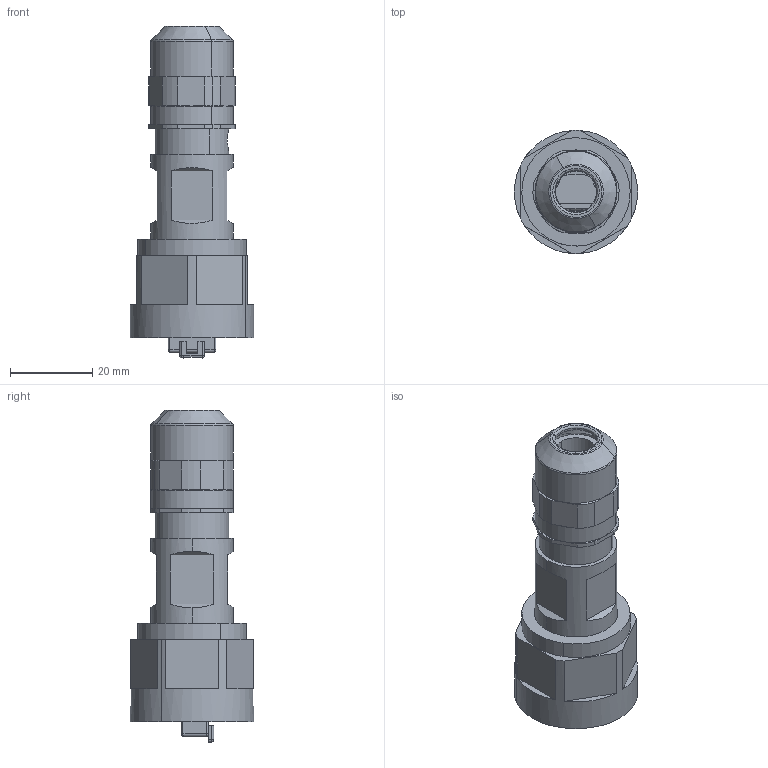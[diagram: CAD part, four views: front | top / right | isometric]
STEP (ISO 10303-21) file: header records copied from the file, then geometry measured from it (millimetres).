
FILE_DESCRIPTION(('CATIA V5 STEP Exchange','CAx-IF Rec.Pracs.--- Model Styling and Organization---1.4--- 2014-01-23'),'2;1');
FILE_NAME ('028545-3_0', '2022-02-18T08:54:59+00:00', ('none'), ('Weidmueller'), 'CATIA Version 5-6 Release 2016 SP3 HF44', 'CATIA V5 STEP AP214', 'none');
FILE_SCHEMA(('AUTOMOTIVE_DESIGN { 1 0 10303 214 1 1 1 1 }'));
Length unit declared in the file: millimetre
Products named in the file (1): 1963140000
Bounding box: 30 x 30 x 80.87 mm (x, y, z)
Volume: 18625.5 mm3; surface area: 18543.5 mm2
Topology: 7 solids, 7 shells, 488 faces, 1261 edges, 790 vertices
Faces by surface type: plane 280, cylinder 150, cone 34, torus 12, sphere 6, bspline 4, extrusion 2
Entity records: 14917 total; most frequent: CARTESIAN_POINT 3785, ORIENTED_EDGE 2502, DIRECTION 1876, EDGE_CURVE 1251, VECTOR 809, LINE 807, VERTEX_POINT 790, AXIS2_PLACEMENT_3D 679
